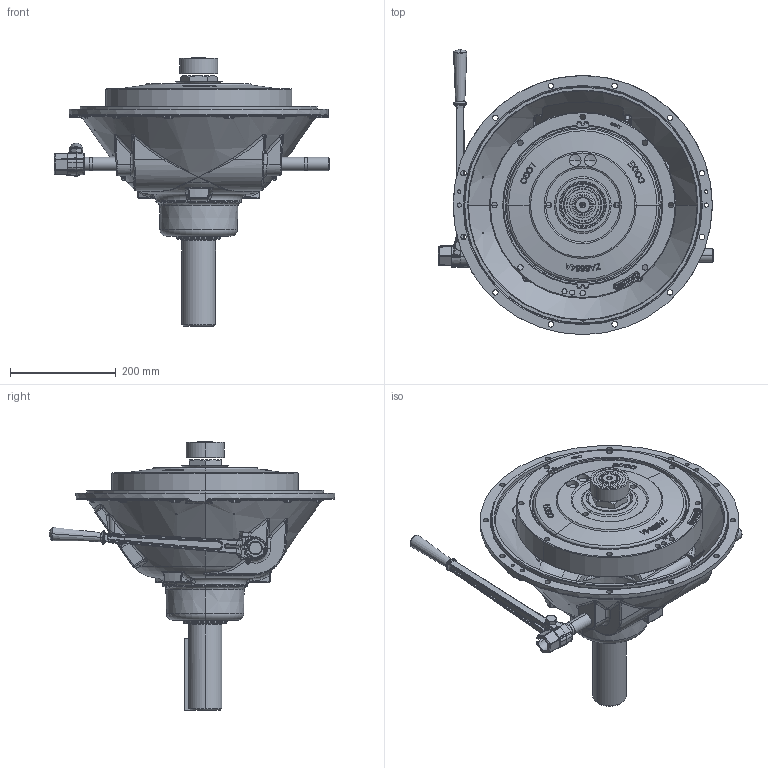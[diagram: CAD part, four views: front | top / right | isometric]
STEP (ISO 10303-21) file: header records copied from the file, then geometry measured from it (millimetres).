
FILE_DESCRIPTION (( 'STEP AP214' ), '1' );
FILE_NAME ('SP211P206.STEP', '2013-11-21T19:20:54', ( 'Windows User' ), ( '' ), 'SwSTEP 2.0', 'SolidWorks 2010', '' );
FILE_SCHEMA (( 'AUTOMOTIVE_DESIGN' ));
Length unit declared in the file: inch
Products named in the file (1): SP211P206
Bounding box: 520.7 x 539.32 x 508 mm (x, y, z)
Surface area: 1064713.5 mm2 (no closed solid volume)
Topology: 0 solids, 172 shells, 1645 faces, 5977 edges, 4348 vertices
Faces by surface type: bspline 576, plane 344, cylinder 341, torus 187, cone 159, sphere 38
Entity records: 127247 total; most frequent: CARTESIAN_POINT 62425, ORIENTED_EDGE 8847, DIRECTION 7386, EDGE_CURVE 5917, VERTEX_POINT 4343, AXIS2_PLACEMENT_3D 2892, B_SPLINE_CURVE_WITH_KNOTS 2316, EDGE_LOOP 1825
